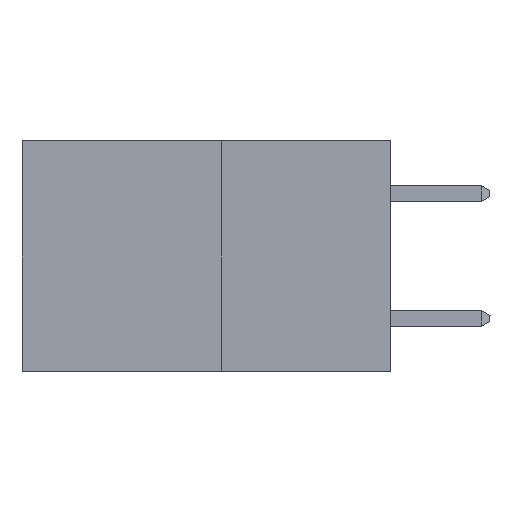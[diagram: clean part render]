
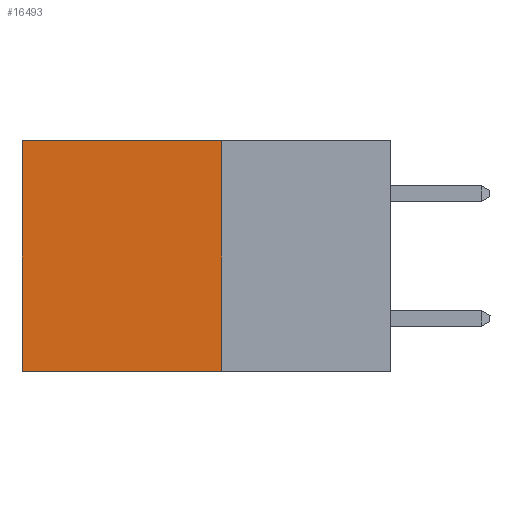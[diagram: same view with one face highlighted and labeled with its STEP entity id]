
A CAD part, left-side view. The second image highlights one B-rep face of the part: STEP entity #16493.
In plain terms, the highlighted planar face has unit normal (-1, 0, 0).
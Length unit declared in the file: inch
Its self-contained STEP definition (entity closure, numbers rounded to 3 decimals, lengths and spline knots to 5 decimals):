
#177 = VECTOR ( 'NONE', #33239, 39.37008 ) ;
#400 = DIRECTION ( 'NONE',  ( 0., 0., -1. ) ) ;
#3955 = EDGE_LOOP ( 'NONE', ( #23979, #24051, #16714, #26747 ) ) ;
#4828 = CARTESIAN_POINT ( 'NONE',  ( 0.277, 0.59, 0. ) ) ;
#5251 = VERTEX_POINT ( 'NONE', #4828 ) ;
#6655 = VERTEX_POINT ( 'NONE', #23407 ) ;
#6885 = CARTESIAN_POINT ( 'NONE',  ( 0.277, 0.27, 0. ) ) ;
#7517 = CARTESIAN_POINT ( 'NONE',  ( 0.277, 0.59, -0.37 ) ) ;
#9872 = CARTESIAN_POINT ( 'NONE',  ( 0.277, 0.27, -0.37 ) ) ;
#11047 = AXIS2_PLACEMENT_3D ( 'NONE', #9872, #28350, #12594 ) ;
#11391 = EDGE_CURVE ( 'NONE', #5251, #21578, #33122, .T. ) ;
#12594 = DIRECTION ( 'NONE',  ( 0., 0., -1. ) ) ;
#13642 = LINE ( 'NONE', #13793, #26788 ) ;
#13793 = CARTESIAN_POINT ( 'NONE',  ( 0.277, 0.27, -0.37 ) ) ;
#13955 = VECTOR ( 'NONE', #18198, 39.37008 ) ;
#14459 = LINE ( 'NONE', #6885, #177 ) ;
#16493 = ADVANCED_FACE ( 'NONE', ( #28360 ), #25736, .F. ) ;
#16714 = ORIENTED_EDGE ( 'NONE', *, *, #32726, .F. ) ;
#17778 = VECTOR ( 'NONE', #18522, 39.37008 ) ;
#18198 = DIRECTION ( 'NONE',  ( 0., 0., -1. ) ) ;
#18522 = DIRECTION ( 'NONE',  ( 0., 1., 0. ) ) ;
#18609 = LINE ( 'NONE', #21196, #17778 ) ;
#20501 = VERTEX_POINT ( 'NONE', #31672 ) ;
#21196 = CARTESIAN_POINT ( 'NONE',  ( 0.277, 0.27, -0.37 ) ) ;
#21578 = VERTEX_POINT ( 'NONE', #33052 ) ;
#23407 = CARTESIAN_POINT ( 'NONE',  ( 0.277, 0.27, 0. ) ) ;
#23979 = ORIENTED_EDGE ( 'NONE', *, *, #11391, .T. ) ;
#24051 = ORIENTED_EDGE ( 'NONE', *, *, #32621, .F. ) ;
#25736 = PLANE ( 'NONE',  #11047 ) ;
#26747 = ORIENTED_EDGE ( 'NONE', *, *, #26860, .T. ) ;
#26788 = VECTOR ( 'NONE', #400, 39.37008 ) ;
#26860 = EDGE_CURVE ( 'NONE', #6655, #5251, #14459, .T. ) ;
#28350 = DIRECTION ( 'NONE',  ( 1., 0., 0. ) ) ;
#28360 = FACE_OUTER_BOUND ( 'NONE', #3955, .T. ) ;
#31672 = CARTESIAN_POINT ( 'NONE',  ( 0.277, 0.27, -0.37 ) ) ;
#32621 = EDGE_CURVE ( 'NONE', #20501, #21578, #18609, .T. ) ;
#32726 = EDGE_CURVE ( 'NONE', #6655, #20501, #13642, .T. ) ;
#33052 = CARTESIAN_POINT ( 'NONE',  ( 0.277, 0.59, -0.37 ) ) ;
#33122 = LINE ( 'NONE', #7517, #13955 ) ;
#33239 = DIRECTION ( 'NONE',  ( 0., 1., 0. ) ) ;
